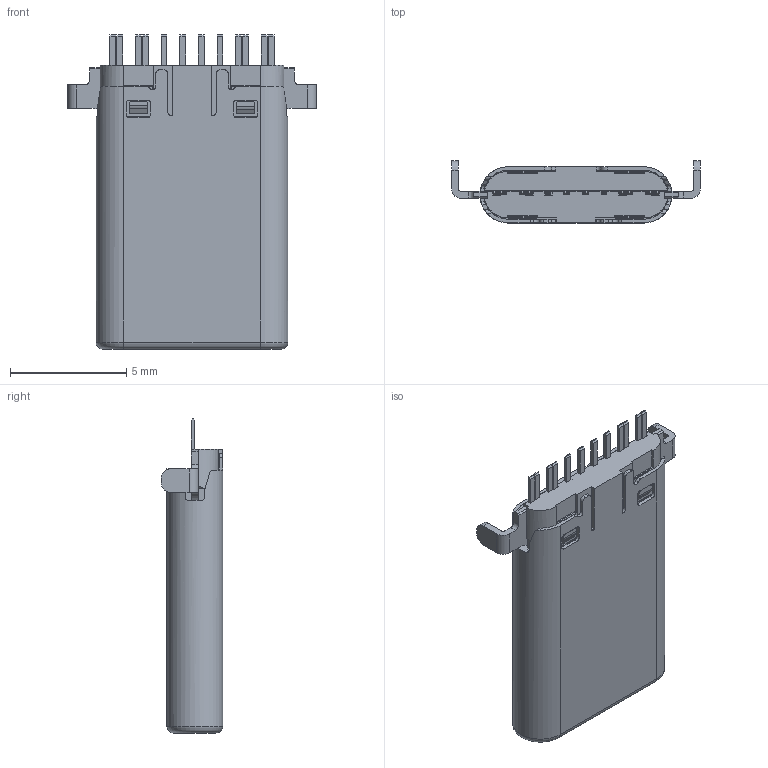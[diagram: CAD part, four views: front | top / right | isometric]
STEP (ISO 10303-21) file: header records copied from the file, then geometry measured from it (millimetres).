
FILE_DESCRIPTION((''),'2;1');
FILE_NAME('TANPIAN-PLASTIC_1_2__2_1_11_1_1','2025-12-20T16:29:27',('Administrator'),(''),'CREO PARAMETRIC BY PTC INC, 2022073','CREO PARAMETRIC BY PTC INC, 2022073','');
FILE_SCHEMA(('AUTOMOTIVE_DESIGN { 1 0 10303 214 1 1 1 1 }'));
Length unit declared in the file: millimetre
Products named in the file (1): TANPIAN-PLASTIC_1_2__2_1_11_1_1
Bounding box: 10.7 x 2.65 x 13.5 mm (x, y, z)
Volume: 183.1 mm3; surface area: 498.7 mm2
Topology: 1 solids, 1 shells, 595 faces, 1762 edges, 1175 vertices
Faces by surface type: plane 429, cylinder 162, torus 4
Entity records: 20131 total; most frequent: CARTESIAN_POINT 3741, ORIENTED_EDGE 3524, DIRECTION 3257, EDGE_CURVE 1762, VECTOR 1377, LINE 1377, VERTEX_POINT 1175, AXIS2_PLACEMENT_3D 940
